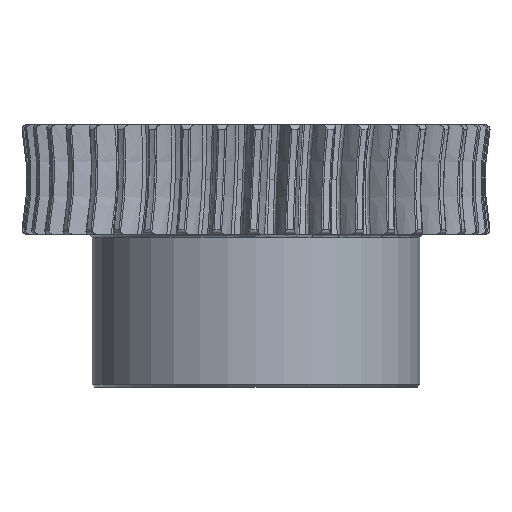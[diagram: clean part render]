
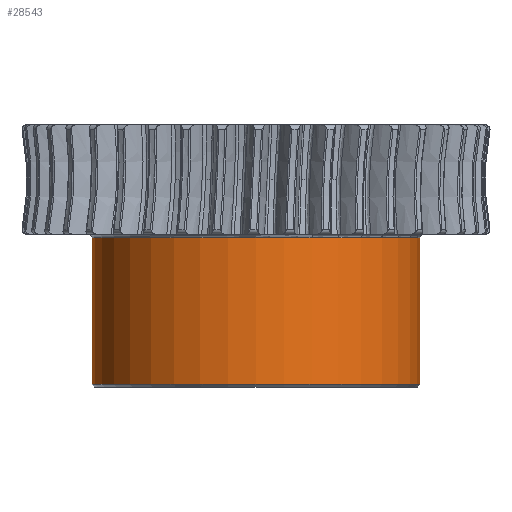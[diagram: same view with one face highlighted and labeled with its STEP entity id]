
A CAD part, front view. The second image highlights one B-rep face of the part: STEP entity #28543.
In plain terms, the highlighted cylindrical face has radius 7.5 mm (diameter 15 mm), a partial arc.
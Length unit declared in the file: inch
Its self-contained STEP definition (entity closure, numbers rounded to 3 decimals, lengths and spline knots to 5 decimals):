
#237 = VERTEX_POINT ( 'NONE', #19353 ) ;
#818 = CARTESIAN_POINT ( 'NONE',  ( -0.29528, 0., 0.03243 ) ) ;
#1175 = EDGE_CURVE ( 'NONE', #7320, #237, #20111, .T. ) ;
#1749 = AXIS2_PLACEMENT_3D ( 'NONE', #15641, #17833, #27279 ) ;
#2185 = ORIENTED_EDGE ( 'NONE', *, *, #17136, .F. ) ;
#3028 = DIRECTION ( 'NONE',  ( -1., 0., 0. ) ) ;
#4105 = CYLINDRICAL_SURFACE ( 'NONE', #1749, 0.29528 ) ;
#4861 = EDGE_CURVE ( 'NONE', #14861, #7320, #5355, .T. ) ;
#5355 = CIRCLE ( 'NONE', #6412, 0.29528 ) ;
#6412 = AXIS2_PLACEMENT_3D ( 'NONE', #12528, #26516, #3028 ) ;
#7320 = VERTEX_POINT ( 'NONE', #818 ) ;
#7444 = FACE_OUTER_BOUND ( 'NONE', #19340, .T. ) ;
#8151 = DIRECTION ( 'NONE',  ( 0., 0., -1. ) ) ;
#10024 = CARTESIAN_POINT ( 'NONE',  ( 0.29528, 0., -0.23135 ) ) ;
#10248 = ORIENTED_EDGE ( 'NONE', *, *, #26105, .T. ) ;
#12149 = DIRECTION ( 'NONE',  ( 0., 0., 1. ) ) ;
#12528 = CARTESIAN_POINT ( 'NONE',  ( 0., 0., 0.03243 ) ) ;
#13184 = AXIS2_PLACEMENT_3D ( 'NONE', #14594, #12149, #16789 ) ;
#13812 = VECTOR ( 'NONE', #25812, 39.37008 ) ;
#14594 = CARTESIAN_POINT ( 'NONE',  ( 0., 0., -0.23135 ) ) ;
#14822 = CIRCLE ( 'NONE', #13184, 0.29528 ) ;
#14861 = VERTEX_POINT ( 'NONE', #16377 ) ;
#15641 = CARTESIAN_POINT ( 'NONE',  ( 0., 0., 0.0531 ) ) ;
#16377 = CARTESIAN_POINT ( 'NONE',  ( 0.29528, 0., 0.03243 ) ) ;
#16789 = DIRECTION ( 'NONE',  ( -1., 0., 0. ) ) ;
#17136 = EDGE_CURVE ( 'NONE', #14861, #19451, #30291, .T. ) ;
#17833 = DIRECTION ( 'NONE',  ( 0., 0., -1. ) ) ;
#19340 = EDGE_LOOP ( 'NONE', ( #2185, #25289, #28707, #10248 ) ) ;
#19353 = CARTESIAN_POINT ( 'NONE',  ( -0.29528, 0., -0.23135 ) ) ;
#19451 = VERTEX_POINT ( 'NONE', #10024 ) ;
#20111 = LINE ( 'NONE', #30384, #13812 ) ;
#24383 = CARTESIAN_POINT ( 'NONE',  ( 0.29528, 0., 0.0531 ) ) ;
#25289 = ORIENTED_EDGE ( 'NONE', *, *, #4861, .T. ) ;
#25812 = DIRECTION ( 'NONE',  ( 0., 0., -1. ) ) ;
#25829 = VECTOR ( 'NONE', #8151, 39.37008 ) ;
#26105 = EDGE_CURVE ( 'NONE', #237, #19451, #14822, .T. ) ;
#26516 = DIRECTION ( 'NONE',  ( 0., 0., -1. ) ) ;
#27279 = DIRECTION ( 'NONE',  ( -1., 0., 0. ) ) ;
#28543 = ADVANCED_FACE ( 'NONE', ( #7444 ), #4105, .T. ) ;
#28707 = ORIENTED_EDGE ( 'NONE', *, *, #1175, .T. ) ;
#30291 = LINE ( 'NONE', #24383, #25829 ) ;
#30384 = CARTESIAN_POINT ( 'NONE',  ( -0.29528, 0., 0.0531 ) ) ;
